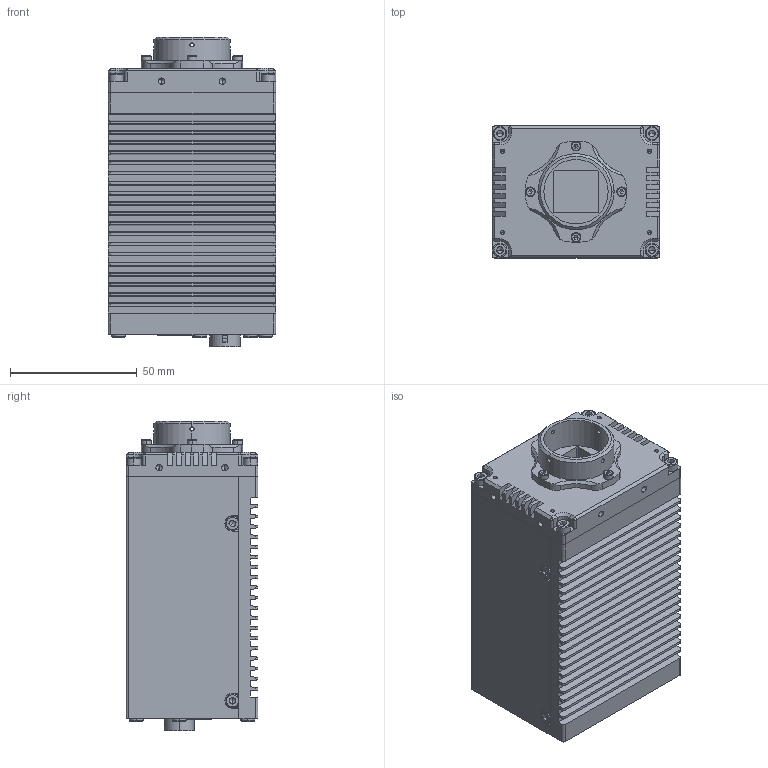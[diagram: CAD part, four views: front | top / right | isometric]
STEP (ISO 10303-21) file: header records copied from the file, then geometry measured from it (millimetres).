
FILE_DESCRIPTION (( 'STEP AP214' ), '1' );
FILE_NAME ('万兆网（外发模型）.STEP', '2023-06-12T08:56:01', ( '' ), ( '' ), 'SwSTEP 2.0', 'SolidWorks 2019', '' );
FILE_SCHEMA (( 'AUTOMOTIVE_DESIGN' ));
Length unit declared in the file: millimetre
Products named in the file (1): 勀欳厙ㄗ俋楷耀倰ㄘ
Bounding box: 66 x 52 x 122.1 mm (x, y, z)
Volume: 361262.4 mm3; surface area: 80735.1 mm2
Topology: 35 solids, 35 shells, 2434 faces, 6542 edges, 4176 vertices
Faces by surface type: plane 1257, cylinder 756, cone 178, bspline 169, torus 72, sphere 2
Entity records: 115470 total; most frequent: CARTESIAN_POINT 27794, ORIENTED_EDGE 12896, DIRECTION 12202, EDGE_CURVE 6448, VERTEX_POINT 4176, AXIS2_PLACEMENT_3D 4113, LINE 3976, VECTOR 3976
